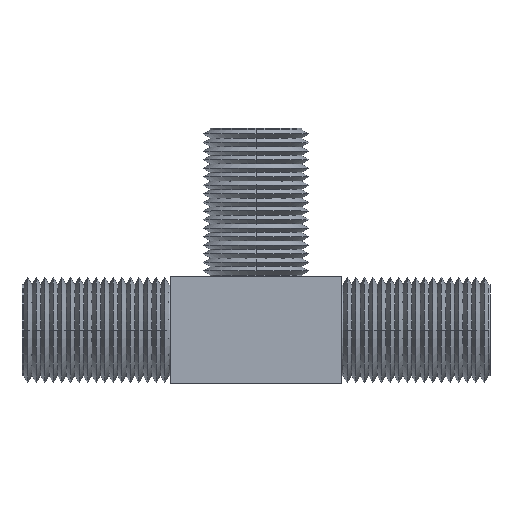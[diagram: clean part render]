
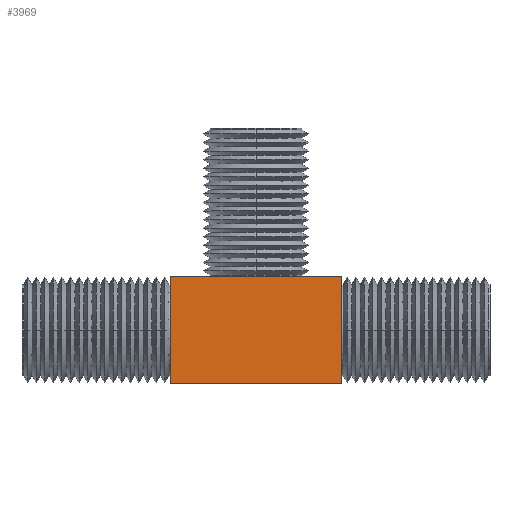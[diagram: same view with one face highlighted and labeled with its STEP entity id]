
A CAD part, top view. The second image highlights one B-rep face of the part: STEP entity #3969.
In plain terms, the highlighted planar face has unit normal (0, 0, 1).
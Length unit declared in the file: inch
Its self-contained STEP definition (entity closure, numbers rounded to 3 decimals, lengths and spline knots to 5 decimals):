
#3665 = VERTEX_POINT ( 'NONE', #6524 ) ;
#3671 = EDGE_CURVE ( 'NONE', #3665, #3672, #6517, .T. ) ;
#3672 = VERTEX_POINT ( 'NONE', #6559 ) ;
#3754 = VERTEX_POINT ( 'NONE', #6866 ) ;
#3761 = EDGE_CURVE ( 'NONE', #3665, #3754, #6796, .T. ) ;
#3815 = ORIENTED_EDGE ( 'NONE', *, *, #3846, .T. ) ;
#3816 = VERTEX_POINT ( 'NONE', #6890 ) ;
#3846 = EDGE_CURVE ( 'NONE', #3754, #3816, #6813, .T. ) ;
#3847 = ORIENTED_EDGE ( 'NONE', *, *, #3848, .F. ) ;
#3848 = EDGE_CURVE ( 'NONE', #3672, #3816, #6806, .T. ) ;
#3849 = ORIENTED_EDGE ( 'NONE', *, *, #3671, .F. ) ;
#3901 = ORIENTED_EDGE ( 'NONE', *, *, #3761, .T. ) ;
#3969 = ADVANCED_FACE ( 'NONE', ( #6984 ), #6983, .F. ) ;
#3970 = EDGE_LOOP ( 'NONE', ( #3815, #3847, #3849, #3901 ) ) ;
#6517 = LINE ( 'NONE', #6523, #6561 ) ;
#6523 = CARTESIAN_POINT ( 'NONE',  ( 0.3, 0.1875, 0.1875 ) ) ;
#6524 = CARTESIAN_POINT ( 'NONE',  ( 0.3, 0.1875, 0.1875 ) ) ;
#6559 = CARTESIAN_POINT ( 'NONE',  ( 0.3, -0.1875, 0.1875 ) ) ;
#6560 = DIRECTION ( 'NONE',  ( 0., -1., 0. ) ) ;
#6561 = VECTOR ( 'NONE', #6560, 39.37008 ) ;
#6711 = DIRECTION ( 'NONE',  ( -1., 0., 0. ) ) ;
#6712 = VECTOR ( 'NONE', #6711, 39.37008 ) ;
#6713 = CARTESIAN_POINT ( 'NONE',  ( 0.3, -0.1875, 0.1875 ) ) ;
#6793 = DIRECTION ( 'NONE',  ( -1., 0., 0. ) ) ;
#6794 = VECTOR ( 'NONE', #6793, 39.37008 ) ;
#6795 = CARTESIAN_POINT ( 'NONE',  ( 0.3, 0.1875, 0.1875 ) ) ;
#6796 = LINE ( 'NONE', #6795, #6794 ) ;
#6806 = LINE ( 'NONE', #6713, #6712 ) ;
#6807 = DIRECTION ( 'NONE',  ( 0., -1., 0. ) ) ;
#6808 = VECTOR ( 'NONE', #6807, 39.37008 ) ;
#6809 = CARTESIAN_POINT ( 'NONE',  ( -0.3, 0.1875, 0.1875 ) ) ;
#6813 = LINE ( 'NONE', #6809, #6808 ) ;
#6866 = CARTESIAN_POINT ( 'NONE',  ( -0.3, 0.1875, 0.1875 ) ) ;
#6890 = CARTESIAN_POINT ( 'NONE',  ( -0.3, -0.1875, 0.1875 ) ) ;
#6979 = DIRECTION ( 'NONE',  ( 0., 1., 0. ) ) ;
#6980 = DIRECTION ( 'NONE',  ( 0., 0., -1. ) ) ;
#6981 = CARTESIAN_POINT ( 'NONE',  ( 0.3, 0.1875, 0.1875 ) ) ;
#6982 = AXIS2_PLACEMENT_3D ( 'NONE', #6981, #6980, #6979 ) ;
#6983 = PLANE ( 'NONE',  #6982 ) ;
#6984 = FACE_OUTER_BOUND ( 'NONE', #3970, .T. ) ;
